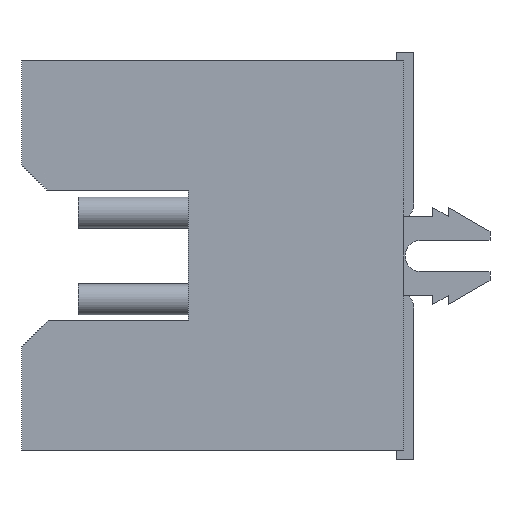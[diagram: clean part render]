
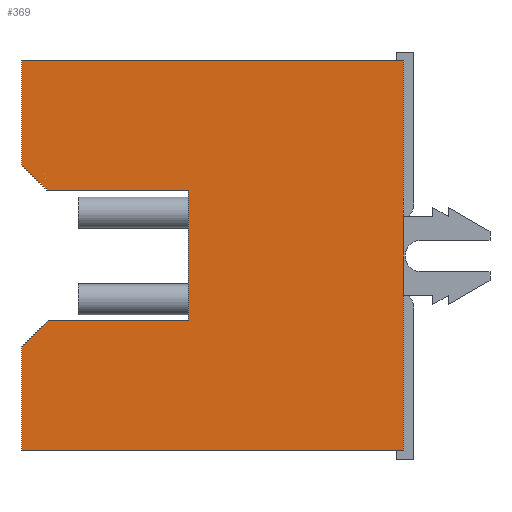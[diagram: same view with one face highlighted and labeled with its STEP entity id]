
A CAD part, left-side view. The second image highlights one B-rep face of the part: STEP entity #369.
In plain terms, the highlighted planar face has unit normal (-1, 0, 0).
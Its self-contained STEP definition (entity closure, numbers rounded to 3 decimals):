
#54 = VERTEX_POINT('',#55);
#55 = CARTESIAN_POINT('',(-5.398,0.,2.858));
#61 = EDGE_CURVE('',#62,#54,#64,.T.);
#62 = VERTEX_POINT('',#63);
#63 = CARTESIAN_POINT('',(-5.398,0.,-2.858));
#64 = LINE('',#65,#66);
#65 = CARTESIAN_POINT('',(-5.398,0.,-2.858));
#66 = VECTOR('',#67,1.);
#67 = DIRECTION('',(0.,0.,1.));
#128 = VERTEX_POINT('',#129);
#129 = CARTESIAN_POINT('',(-5.398,5.207,-0.953));
#135 = EDGE_CURVE('',#128,#136,#138,.T.);
#136 = VERTEX_POINT('',#137);
#137 = CARTESIAN_POINT('',(-5.398,3.15,-0.953));
#138 = LINE('',#139,#140);
#139 = CARTESIAN_POINT('',(-5.398,8.026,-0.953));
#140 = VECTOR('',#141,1.);
#141 = DIRECTION('',(0.,-1.,0.));
#157 = EDGE_CURVE('',#158,#160,#162,.T.);
#158 = VERTEX_POINT('',#159);
#159 = CARTESIAN_POINT('',(-5.398,5.207,0.953));
#160 = VERTEX_POINT('',#161);
#161 = CARTESIAN_POINT('',(-5.398,3.15,0.953));
#162 = LINE('',#163,#164);
#163 = CARTESIAN_POINT('',(-5.398,8.026,0.953));
#164 = VECTOR('',#165,1.);
#165 = DIRECTION('',(0.,-1.,0.));
#248 = VERTEX_POINT('',#249);
#249 = CARTESIAN_POINT('',(-5.398,5.588,-2.858));
#255 = EDGE_CURVE('',#248,#256,#258,.T.);
#256 = VERTEX_POINT('',#257);
#257 = CARTESIAN_POINT('',(-5.398,5.588,-1.334));
#258 = LINE('',#259,#260);
#259 = CARTESIAN_POINT('',(-5.398,5.588,-2.858));
#260 = VECTOR('',#261,1.);
#261 = DIRECTION('',(0.,0.,1.));
#336 = VERTEX_POINT('',#337);
#337 = CARTESIAN_POINT('',(-5.398,5.588,1.334));
#343 = EDGE_CURVE('',#336,#344,#346,.T.);
#344 = VERTEX_POINT('',#345);
#345 = CARTESIAN_POINT('',(-5.398,5.588,2.858));
#346 = LINE('',#347,#348);
#347 = CARTESIAN_POINT('',(-5.398,5.588,-2.858));
#348 = VECTOR('',#349,1.);
#349 = DIRECTION('',(0.,0.,1.));
#369 = ADVANCED_FACE('',(#370),#407,.F.);
#370 = FACE_BOUND('',#371,.T.);
#371 = EDGE_LOOP('',(#372,#378,#379,#385,#386,#392,#393,#399,#400,#406)
  );
#372 = ORIENTED_EDGE('',*,*,#373,.T.);
#373 = EDGE_CURVE('',#336,#158,#374,.T.);
#374 = LINE('',#375,#376);
#375 = CARTESIAN_POINT('',(-5.398,5.588,1.334));
#376 = VECTOR('',#377,1.);
#377 = DIRECTION('',(0.,-0.707,-0.707));
#378 = ORIENTED_EDGE('',*,*,#157,.T.);
#379 = ORIENTED_EDGE('',*,*,#380,.F.);
#380 = EDGE_CURVE('',#136,#160,#381,.T.);
#381 = LINE('',#382,#383);
#382 = CARTESIAN_POINT('',(-5.398,3.15,-0.953));
#383 = VECTOR('',#384,1.);
#384 = DIRECTION('',(0.,0.,1.));
#385 = ORIENTED_EDGE('',*,*,#135,.F.);
#386 = ORIENTED_EDGE('',*,*,#387,.T.);
#387 = EDGE_CURVE('',#128,#256,#388,.T.);
#388 = LINE('',#389,#390);
#389 = CARTESIAN_POINT('',(-5.398,5.207,-0.953));
#390 = VECTOR('',#391,1.);
#391 = DIRECTION('',(0.,0.707,-0.707));
#392 = ORIENTED_EDGE('',*,*,#255,.F.);
#393 = ORIENTED_EDGE('',*,*,#394,.T.);
#394 = EDGE_CURVE('',#248,#62,#395,.T.);
#395 = LINE('',#396,#397);
#396 = CARTESIAN_POINT('',(-5.398,5.588,-2.858));
#397 = VECTOR('',#398,1.);
#398 = DIRECTION('',(0.,-1.,0.));
#399 = ORIENTED_EDGE('',*,*,#61,.T.);
#400 = ORIENTED_EDGE('',*,*,#401,.F.);
#401 = EDGE_CURVE('',#344,#54,#402,.T.);
#402 = LINE('',#403,#404);
#403 = CARTESIAN_POINT('',(-5.398,5.588,2.858));
#404 = VECTOR('',#405,1.);
#405 = DIRECTION('',(0.,-1.,0.));
#406 = ORIENTED_EDGE('',*,*,#343,.F.);
#407 = PLANE('',#408);
#408 = AXIS2_PLACEMENT_3D('',#409,#410,#411);
#409 = CARTESIAN_POINT('',(-5.398,5.588,-2.858));
#410 = DIRECTION('',(1.,0.,0.));
#411 = DIRECTION('',(0.,0.,-1.));
